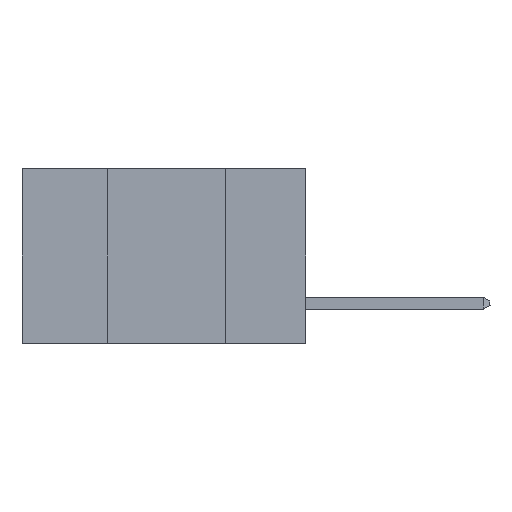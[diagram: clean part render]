
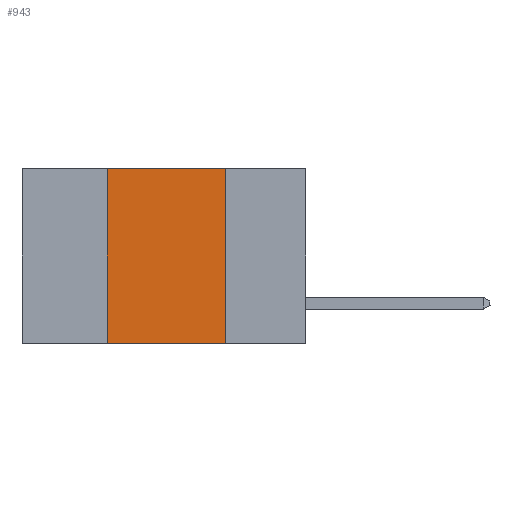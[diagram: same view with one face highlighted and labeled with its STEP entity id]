
A CAD part, left-side view. The second image highlights one B-rep face of the part: STEP entity #943.
In plain terms, the highlighted planar face has unit normal (-1, 0, 0).
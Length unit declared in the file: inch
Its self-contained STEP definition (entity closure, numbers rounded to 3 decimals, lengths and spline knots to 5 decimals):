
#142 = CARTESIAN_POINT ( 'NONE',  ( 0., 0.6, 0. ) ) ;
#257 = VERTEX_POINT ( 'NONE', #4500 ) ;
#639 = EDGE_CURVE ( 'NONE', #6177, #257, #8422, .T. ) ;
#843 = EDGE_CURVE ( 'NONE', #257, #8337, #8990, .T. ) ;
#858 = EDGE_CURVE ( 'NONE', #5085, #6177, #2661, .T. ) ;
#861 = EDGE_CURVE ( 'NONE', #5085, #8337, #4708, .T. ) ;
#943 = ADVANCED_FACE ( 'NONE', ( #5255 ), #6595, .F. ) ;
#1515 = ORIENTED_EDGE ( 'NONE', *, *, #843, .F. ) ;
#1601 = ORIENTED_EDGE ( 'NONE', *, *, #639, .F. ) ;
#1645 = ORIENTED_EDGE ( 'NONE', *, *, #858, .F. ) ;
#1658 = ORIENTED_EDGE ( 'NONE', *, *, #861, .T. ) ;
#2179 = CARTESIAN_POINT ( 'NONE',  ( 0., 0.6, -0.37 ) ) ;
#2631 = AXIS2_PLACEMENT_3D ( 'NONE', #142, #3185, #5199 ) ;
#2661 = LINE ( 'NONE', #3612, #8587 ) ;
#2979 = DIRECTION ( 'NONE',  ( 0., 0., -1. ) ) ;
#3157 = EDGE_LOOP ( 'NONE', ( #1515, #1601, #1645, #1658 ) ) ;
#3185 = DIRECTION ( 'NONE',  ( 1., 0., 0. ) ) ;
#3189 = CARTESIAN_POINT ( 'NONE',  ( 0., 0.17, 0. ) ) ;
#3412 = DIRECTION ( 'NONE',  ( 0., 0., 1. ) ) ;
#3612 = CARTESIAN_POINT ( 'NONE',  ( 0., 0.42, 0. ) ) ;
#4500 = CARTESIAN_POINT ( 'NONE',  ( 0., 0.17, 0. ) ) ;
#4708 = LINE ( 'NONE', #2179, #8410 ) ;
#4932 = CARTESIAN_POINT ( 'NONE',  ( 0., 0.42, 0. ) ) ;
#4940 = VECTOR ( 'NONE', #2979, 39.37008 ) ;
#5085 = VERTEX_POINT ( 'NONE', #7345 ) ;
#5199 = DIRECTION ( 'NONE',  ( 0., 0., -1. ) ) ;
#5255 = FACE_OUTER_BOUND ( 'NONE', #3157, .T. ) ;
#6177 = VERTEX_POINT ( 'NONE', #4932 ) ;
#6548 = CARTESIAN_POINT ( 'NONE',  ( 0., 0.17, -0.37 ) ) ;
#6595 = PLANE ( 'NONE',  #2631 ) ;
#6598 = VECTOR ( 'NONE', #7702, 39.37008 ) ;
#7345 = CARTESIAN_POINT ( 'NONE',  ( 0., 0.42, -0.37 ) ) ;
#7702 = DIRECTION ( 'NONE',  ( 0., -1., 0. ) ) ;
#7743 = CARTESIAN_POINT ( 'NONE',  ( 0., 0.6, 0. ) ) ;
#8337 = VERTEX_POINT ( 'NONE', #6548 ) ;
#8410 = VECTOR ( 'NONE', #9428, 39.37008 ) ;
#8422 = LINE ( 'NONE', #7743, #6598 ) ;
#8587 = VECTOR ( 'NONE', #3412, 39.37008 ) ;
#8990 = LINE ( 'NONE', #3189, #4940 ) ;
#9428 = DIRECTION ( 'NONE',  ( 0., -1., 0. ) ) ;
